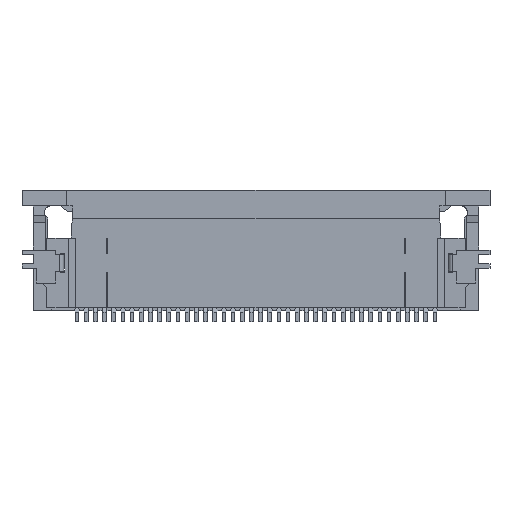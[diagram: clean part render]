
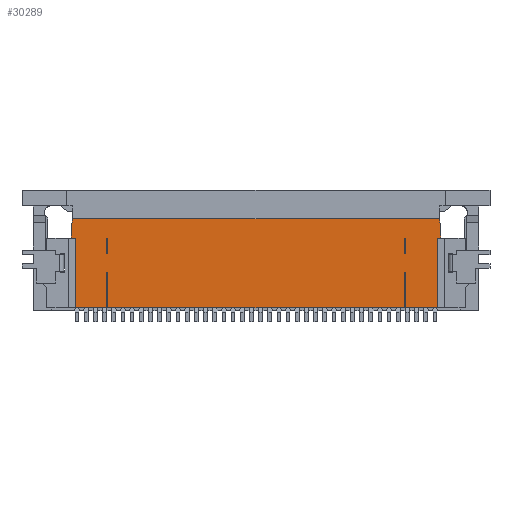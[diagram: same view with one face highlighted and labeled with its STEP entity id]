
A CAD part, front view. The second image highlights one B-rep face of the part: STEP entity #30289.
In plain terms, the highlighted planar face has unit normal (0, -1, 0).
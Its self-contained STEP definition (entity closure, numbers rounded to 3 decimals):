
#3183=DIRECTION('',(0.,0.,1.));
#3184=VECTOR('',#3183,0.85);
#3185=CARTESIAN_POINT('',(-8.075,0.06,3.1));
#3186=LINE('',#3185,#3184);
#3187=DIRECTION('',(-1.,0.,0.));
#3188=VECTOR('',#3187,0.05);
#3189=CARTESIAN_POINT('',(-8.075,0.06,3.95));
#3190=LINE('',#3189,#3188);
#3191=DIRECTION('',(0.,0.,-1.));
#3192=VECTOR('',#3191,0.85);
#3193=CARTESIAN_POINT('',(-8.125,0.06,3.95));
#3194=LINE('',#3193,#3192);
#3195=DIRECTION('',(1.,0.,0.));
#3196=VECTOR('',#3195,0.05);
#3197=CARTESIAN_POINT('',(-8.125,0.06,3.1));
#3198=LINE('',#3197,#3196);
#3199=DIRECTION('',(0.,0.,1.));
#3200=VECTOR('',#3199,1.95);
#3201=CARTESIAN_POINT('',(-8.125,0.06,0.15));
#3202=LINE('',#3201,#3200);
#3203=DIRECTION('',(0.,0.,-1.));
#3204=VECTOR('',#3203,3.8);
#3205=CARTESIAN_POINT('',(-9.825,0.06,3.95));
#3206=LINE('',#3205,#3204);
#3207=DIRECTION('',(1.,0.,0.));
#3208=VECTOR('',#3207,0.25);
#3209=CARTESIAN_POINT('',(-10.075,0.06,3.95));
#3210=LINE('',#3209,#3208);
#3211=DIRECTION('',(1.,0.,0.));
#3212=VECTOR('',#3211,0.2);
#3213=CARTESIAN_POINT('',(9.875,0.06,3.95));
#3214=LINE('',#3213,#3212);
#3215=DIRECTION('',(0.,0.,1.));
#3216=VECTOR('',#3215,3.8);
#3217=CARTESIAN_POINT('',(9.875,0.06,0.15));
#3218=LINE('',#3217,#3216);
#3219=DIRECTION('',(0.,0.,1.));
#3220=VECTOR('',#3219,1.95);
#3221=CARTESIAN_POINT('',(8.125,0.06,0.15));
#3222=LINE('',#3221,#3220);
#3223=DIRECTION('',(-1.,0.,0.));
#3224=VECTOR('',#3223,0.05);
#3225=CARTESIAN_POINT('',(8.125,0.06,2.1));
#3226=LINE('',#3225,#3224);
#3227=DIRECTION('',(0.,0.,1.));
#3228=VECTOR('',#3227,1.95);
#3229=CARTESIAN_POINT('',(8.075,0.06,0.15));
#3230=LINE('',#3229,#3228);
#3231=DIRECTION('',(0.,0.,1.));
#3232=VECTOR('',#3231,1.95);
#3233=CARTESIAN_POINT('',(-8.075,0.06,0.15));
#3234=LINE('',#3233,#3232);
#3235=DIRECTION('',(-1.,0.,0.));
#3236=VECTOR('',#3235,0.05);
#3237=CARTESIAN_POINT('',(-8.075,0.06,2.1));
#3238=LINE('',#3237,#3236);
#3239=DIRECTION('',(0.,0.,1.));
#3240=VECTOR('',#3239,0.85);
#3241=CARTESIAN_POINT('',(8.125,0.06,3.1));
#3242=LINE('',#3241,#3240);
#3243=DIRECTION('',(-1.,0.,0.));
#3244=VECTOR('',#3243,0.05);
#3245=CARTESIAN_POINT('',(8.125,0.06,3.95));
#3246=LINE('',#3245,#3244);
#3247=DIRECTION('',(0.,0.,-1.));
#3248=VECTOR('',#3247,0.85);
#3249=CARTESIAN_POINT('',(8.075,0.06,3.95));
#3250=LINE('',#3249,#3248);
#3251=DIRECTION('',(1.,0.,0.));
#3252=VECTOR('',#3251,0.05);
#3253=CARTESIAN_POINT('',(8.075,0.06,3.1));
#3254=LINE('',#3253,#3252);
#3451=DIRECTION('',(1.,0.,0.));
#3452=VECTOR('',#3451,16.15);
#3453=CARTESIAN_POINT('',(-8.075,0.06,0.15));
#3454=LINE('',#3453,#3452);
#3467=DIRECTION('',(1.,0.,0.));
#3468=VECTOR('',#3467,1.75);
#3469=CARTESIAN_POINT('',(8.125,0.06,0.15));
#3470=LINE('',#3469,#3468);
#4475=DIRECTION('',(1.,0.,0.));
#4476=VECTOR('',#4475,1.7);
#4477=CARTESIAN_POINT('',(-9.825,0.06,0.15));
#4478=LINE('',#4477,#4476);
#8130=DIRECTION('',(0.,0.,1.));
#8131=VECTOR('',#8130,0.7);
#8132=CARTESIAN_POINT('',(10.075,0.06,3.95));
#8133=LINE('',#8132,#8131);
#8142=DIRECTION('',(-0.275,0.,0.962));
#8143=VECTOR('',#8142,0.364);
#8144=CARTESIAN_POINT('',(10.075,0.06,4.65));
#8145=LINE('',#8144,#8143);
#8158=DIRECTION('',(1.,0.,0.));
#8159=VECTOR('',#8158,19.95);
#8160=CARTESIAN_POINT('',(-9.975,0.06,5.));
#8161=LINE('',#8160,#8159);
#8166=DIRECTION('',(0.275,0.,0.962));
#8167=VECTOR('',#8166,0.364);
#8168=CARTESIAN_POINT('',(-10.075,0.06,4.65));
#8169=LINE('',#8168,#8167);
#8182=DIRECTION('',(0.,0.,1.));
#8183=VECTOR('',#8182,0.7);
#8184=CARTESIAN_POINT('',(-10.075,0.06,3.95));
#8185=LINE('',#8184,#8183);
#24516=CARTESIAN_POINT('',(-9.975,0.06,5.));
#24517=CARTESIAN_POINT('',(9.975,0.06,5.));
#24518=VERTEX_POINT('',#24516);
#24519=VERTEX_POINT('',#24517);
#24520=CARTESIAN_POINT('',(-10.075,0.06,3.95));
#24521=CARTESIAN_POINT('',(-10.075,0.06,4.65));
#24522=VERTEX_POINT('',#24520);
#24523=VERTEX_POINT('',#24521);
#24524=CARTESIAN_POINT('',(10.075,0.06,3.95));
#24525=CARTESIAN_POINT('',(10.075,0.06,4.65));
#24526=VERTEX_POINT('',#24524);
#24527=VERTEX_POINT('',#24525);
#24536=CARTESIAN_POINT('',(9.875,0.06,0.15));
#24537=VERTEX_POINT('',#24536);
#24538=CARTESIAN_POINT('',(-9.825,0.06,0.15));
#24539=VERTEX_POINT('',#24538);
#24540=CARTESIAN_POINT('',(9.875,0.06,3.95));
#24541=VERTEX_POINT('',#24540);
#24542=CARTESIAN_POINT('',(-9.825,0.06,3.95));
#24543=VERTEX_POINT('',#24542);
#29346=CARTESIAN_POINT('',(-8.125,0.06,0.15));
#29347=VERTEX_POINT('',#29346);
#29348=CARTESIAN_POINT('',(-8.075,0.06,0.15));
#29349=VERTEX_POINT('',#29348);
#29350=CARTESIAN_POINT('',(8.075,0.06,0.15));
#29351=VERTEX_POINT('',#29350);
#29352=CARTESIAN_POINT('',(8.125,0.06,0.15));
#29353=VERTEX_POINT('',#29352);
#29354=CARTESIAN_POINT('',(-8.075,0.06,3.1));
#29355=CARTESIAN_POINT('',(-8.075,0.06,3.95));
#29356=VERTEX_POINT('',#29354);
#29357=VERTEX_POINT('',#29355);
#29358=CARTESIAN_POINT('',(-8.125,0.06,3.95));
#29359=CARTESIAN_POINT('',(-8.125,0.06,3.1));
#29360=VERTEX_POINT('',#29358);
#29361=VERTEX_POINT('',#29359);
#29362=CARTESIAN_POINT('',(-8.125,0.06,2.1));
#29363=VERTEX_POINT('',#29362);
#29364=CARTESIAN_POINT('',(-8.075,0.06,2.1));
#29365=VERTEX_POINT('',#29364);
#29366=CARTESIAN_POINT('',(8.125,0.06,3.1));
#29367=CARTESIAN_POINT('',(8.125,0.06,3.95));
#29368=VERTEX_POINT('',#29366);
#29369=VERTEX_POINT('',#29367);
#29370=CARTESIAN_POINT('',(8.075,0.06,3.95));
#29371=CARTESIAN_POINT('',(8.075,0.06,3.1));
#29372=VERTEX_POINT('',#29370);
#29373=VERTEX_POINT('',#29371);
#29374=CARTESIAN_POINT('',(8.075,0.06,2.1));
#29375=VERTEX_POINT('',#29374);
#29376=CARTESIAN_POINT('',(8.125,0.06,2.1));
#29377=VERTEX_POINT('',#29376);
#30226=CARTESIAN_POINT('',(0.,0.06,3.95));
#30227=DIRECTION('',(0.,-1.,0.));
#30228=DIRECTION('',(1.,0.,0.));
#30229=AXIS2_PLACEMENT_3D('',#30226,#30227,#30228);
#30230=PLANE('',#30229);
#30232=ORIENTED_EDGE('',*,*,#30231,.F.);
#30234=ORIENTED_EDGE('',*,*,#30233,.F.);
#30236=ORIENTED_EDGE('',*,*,#30235,.F.);
#30238=ORIENTED_EDGE('',*,*,#30237,.F.);
#30240=ORIENTED_EDGE('',*,*,#30239,.T.);
#30242=ORIENTED_EDGE('',*,*,#30241,.T.);
#30244=ORIENTED_EDGE('',*,*,#30243,.T.);
#30246=ORIENTED_EDGE('',*,*,#30245,.F.);
#30248=ORIENTED_EDGE('',*,*,#30247,.F.);
#30250=ORIENTED_EDGE('',*,*,#30249,.F.);
#30252=ORIENTED_EDGE('',*,*,#30251,.F.);
#30254=ORIENTED_EDGE('',*,*,#30253,.F.);
#30256=ORIENTED_EDGE('',*,*,#30255,.T.);
#30258=ORIENTED_EDGE('',*,*,#30257,.T.);
#30260=ORIENTED_EDGE('',*,*,#30259,.F.);
#30262=ORIENTED_EDGE('',*,*,#30261,.F.);
#30264=ORIENTED_EDGE('',*,*,#30263,.T.);
#30266=ORIENTED_EDGE('',*,*,#30265,.T.);
#30267=EDGE_LOOP('',(#30232,#30234,#30236,#30238,#30240,#30242,#30244,#30246,
#30248,#30250,#30252,#30254,#30256,#30258,#30260,#30262,#30264,#30266));
#30268=FACE_OUTER_BOUND('',#30267,.F.);
#30270=ORIENTED_EDGE('',*,*,#30269,.T.);
#30272=ORIENTED_EDGE('',*,*,#30271,.T.);
#30274=ORIENTED_EDGE('',*,*,#30273,.T.);
#30276=ORIENTED_EDGE('',*,*,#30275,.T.);
#30277=EDGE_LOOP('',(#30270,#30272,#30274,#30276));
#30278=FACE_BOUND('',#30277,.F.);
#30280=ORIENTED_EDGE('',*,*,#30279,.T.);
#30282=ORIENTED_EDGE('',*,*,#30281,.T.);
#30284=ORIENTED_EDGE('',*,*,#30283,.T.);
#30286=ORIENTED_EDGE('',*,*,#30285,.T.);
#30287=EDGE_LOOP('',(#30280,#30282,#30284,#30286));
#30288=FACE_BOUND('',#30287,.F.);
#30289=ADVANCED_FACE('',(#30268,#30278,#30288),#30230,.T.);
#30231=EDGE_CURVE('',#29347,#29363,#3202,.T.);
#30233=EDGE_CURVE('',#24539,#29347,#4478,.T.);
#30235=EDGE_CURVE('',#24543,#24539,#3206,.T.);
#30237=EDGE_CURVE('',#24522,#24543,#3210,.T.);
#30239=EDGE_CURVE('',#24522,#24523,#8185,.T.);
#30241=EDGE_CURVE('',#24523,#24518,#8169,.T.);
#30243=EDGE_CURVE('',#24518,#24519,#8161,.T.);
#30245=EDGE_CURVE('',#24527,#24519,#8145,.T.);
#30247=EDGE_CURVE('',#24526,#24527,#8133,.T.);
#30249=EDGE_CURVE('',#24541,#24526,#3214,.T.);
#30251=EDGE_CURVE('',#24537,#24541,#3218,.T.);
#30253=EDGE_CURVE('',#29353,#24537,#3470,.T.);
#30255=EDGE_CURVE('',#29353,#29377,#3222,.T.);
#30257=EDGE_CURVE('',#29377,#29375,#3226,.T.);
#30259=EDGE_CURVE('',#29351,#29375,#3230,.T.);
#30261=EDGE_CURVE('',#29349,#29351,#3454,.T.);
#30263=EDGE_CURVE('',#29349,#29365,#3234,.T.);
#30265=EDGE_CURVE('',#29365,#29363,#3238,.T.);
#30269=EDGE_CURVE('',#29356,#29357,#3186,.T.);
#30271=EDGE_CURVE('',#29357,#29360,#3190,.T.);
#30273=EDGE_CURVE('',#29360,#29361,#3194,.T.);
#30275=EDGE_CURVE('',#29361,#29356,#3198,.T.);
#30279=EDGE_CURVE('',#29368,#29369,#3242,.T.);
#30281=EDGE_CURVE('',#29369,#29372,#3246,.T.);
#30283=EDGE_CURVE('',#29372,#29373,#3250,.T.);
#30285=EDGE_CURVE('',#29373,#29368,#3254,.T.);
